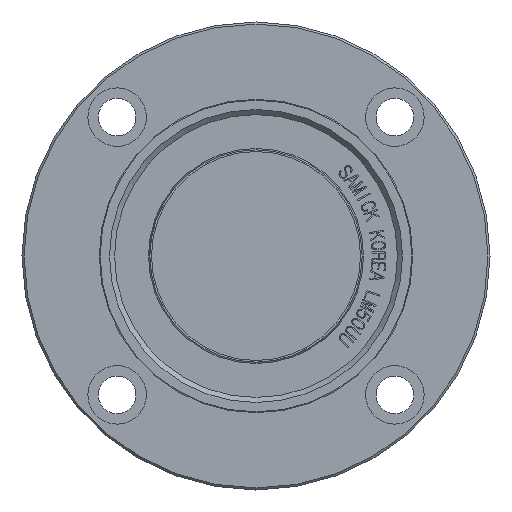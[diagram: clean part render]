
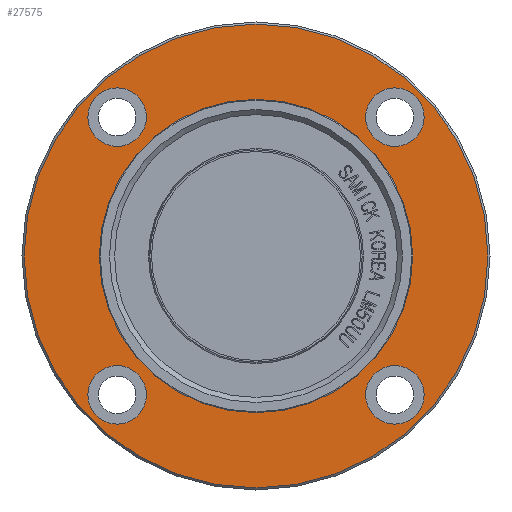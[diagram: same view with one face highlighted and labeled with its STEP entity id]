
A CAD part, front view. The second image highlights one B-rep face of the part: STEP entity #27575.
In plain terms, the highlighted planar face has unit normal (0, -1, 0).
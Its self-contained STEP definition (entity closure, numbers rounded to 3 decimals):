
#27185=CARTESIAN_POINT('',(-26.234,-50.0,-33.234));
#27186=VERTEX_POINT('',#27185);
#27187=CARTESIAN_POINT('',(-33.234,-50.0,-33.234));
#27188=DIRECTION('',(0.0,1.0,0.0));
#27189=DIRECTION('',(1.0,0.0,0.0));
#27190=AXIS2_PLACEMENT_3D('',#27187,#27188,#27189);
#27191=CIRCLE('',#27190,7.);
#27192=EDGE_CURVE('',#27186,#27186,#27191,.T.);
#27253=CARTESIAN_POINT('',(40.234,-50.0,-33.234));
#27254=VERTEX_POINT('',#27253);
#27255=CARTESIAN_POINT('',(33.234,-50.0,-33.234));
#27256=DIRECTION('',(0.0,1.0,0.0));
#27257=DIRECTION('',(1.0,0.0,0.0));
#27258=AXIS2_PLACEMENT_3D('',#27255,#27256,#27257);
#27259=CIRCLE('',#27258,7.);
#27260=EDGE_CURVE('',#27254,#27254,#27259,.T.);
#27321=CARTESIAN_POINT('',(40.234,-50.0,33.234));
#27322=VERTEX_POINT('',#27321);
#27323=CARTESIAN_POINT('',(33.234,-50.0,33.234));
#27324=DIRECTION('',(0.0,1.0,0.0));
#27325=DIRECTION('',(1.0,0.0,0.0));
#27326=AXIS2_PLACEMENT_3D('',#27323,#27324,#27325);
#27327=CIRCLE('',#27326,7.);
#27328=EDGE_CURVE('',#27322,#27322,#27327,.T.);
#27389=CARTESIAN_POINT('',(-26.234,-50.0,33.234));
#27390=VERTEX_POINT('',#27389);
#27391=CARTESIAN_POINT('',(-33.234,-50.0,33.234));
#27392=DIRECTION('',(0.0,1.0,0.0));
#27393=DIRECTION('',(1.0,0.0,0.0));
#27394=AXIS2_PLACEMENT_3D('',#27391,#27392,#27393);
#27395=CIRCLE('',#27394,7.);
#27396=EDGE_CURVE('',#27390,#27390,#27395,.T.);
#27429=CARTESIAN_POINT('',(37.5,-50.0,0.0));
#27430=VERTEX_POINT('',#27429);
#27431=CARTESIAN_POINT('',(0.0,-50.0,0.0));
#27432=DIRECTION('',(0.0,-1.0,0.0));
#27433=DIRECTION('',(1.0,0.0,0.0));
#27434=AXIS2_PLACEMENT_3D('',#27431,#27432,#27433);
#27435=CIRCLE('',#27434,37.5);
#27436=EDGE_CURVE('',#27430,#27430,#27435,.T.);
#27537=CARTESIAN_POINT('',(55.5,-50.0,0.0));
#27538=VERTEX_POINT('',#27537);
#27539=CARTESIAN_POINT('',(0.0,-50.0,0.0));
#27540=DIRECTION('',(0.0,-1.0,0.0));
#27541=DIRECTION('',(1.0,0.0,0.0));
#27542=AXIS2_PLACEMENT_3D('',#27539,#27540,#27541);
#27543=CIRCLE('',#27542,55.5);
#27544=EDGE_CURVE('',#27538,#27538,#27543,.T.);
#27552=CARTESIAN_POINT('',(46.5,-50.0,0.0));
#27553=DIRECTION('',(0.0,-1.0,0.0));
#27554=DIRECTION('',(0.0,0.0,-1.0));
#27555=AXIS2_PLACEMENT_3D('',#27552,#27553,#27554);
#27556=PLANE('',#27555);
#27557=ORIENTED_EDGE('',*,*,#27544,.T.);
#27558=EDGE_LOOP('',(#27557));
#27559=FACE_OUTER_BOUND('',#27558,.T.);
#27560=ORIENTED_EDGE('',*,*,#27192,.T.);
#27561=EDGE_LOOP('',(#27560));
#27562=FACE_BOUND('',#27561,.T.);
#27563=ORIENTED_EDGE('',*,*,#27260,.T.);
#27564=EDGE_LOOP('',(#27563));
#27565=FACE_BOUND('',#27564,.T.);
#27566=ORIENTED_EDGE('',*,*,#27328,.T.);
#27567=EDGE_LOOP('',(#27566));
#27568=FACE_BOUND('',#27567,.T.);
#27569=ORIENTED_EDGE('',*,*,#27396,.T.);
#27570=EDGE_LOOP('',(#27569));
#27571=FACE_BOUND('',#27570,.T.);
#27572=ORIENTED_EDGE('',*,*,#27436,.F.);
#27573=EDGE_LOOP('',(#27572));
#27574=FACE_BOUND('',#27573,.T.);
#27575=ADVANCED_FACE('',(#27559,#27562,#27565,#27568,#27571,#27574),#27556,.T.);
